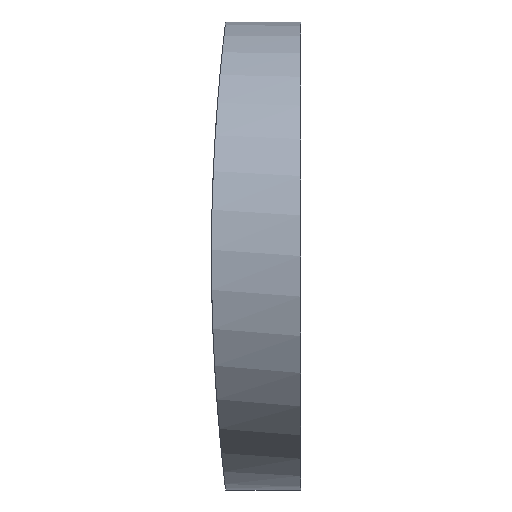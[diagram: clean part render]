
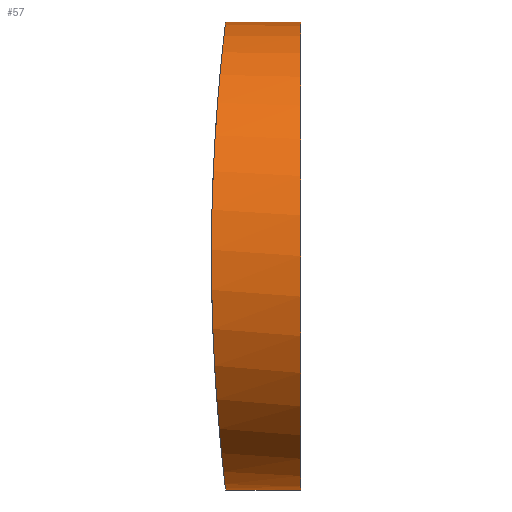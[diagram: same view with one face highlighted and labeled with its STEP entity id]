
A CAD part, front view. The second image highlights one B-rep face of the part: STEP entity #57.
In plain terms, the highlighted cylindrical face has radius 6.25 mm (diameter 12.5 mm), a partial arc.
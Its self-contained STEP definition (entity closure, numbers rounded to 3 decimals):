
#4 = VERTEX_POINT ( 'NONE', #211 ) ;
#9 = CARTESIAN_POINT ( 'NONE',  ( -47.16, 1.544, 4.133 ) ) ;
#13 = AXIS2_PLACEMENT_3D ( 'NONE', #142, #101, #59 ) ;
#14 = CARTESIAN_POINT ( 'NONE',  ( -47.052, 2.943, -5.307 ) ) ;
#15 = CYLINDRICAL_SURFACE ( 'NONE', #13, 6.25 ) ;
#25 = CARTESIAN_POINT ( 'NONE',  ( -47.219, 0.943, 3.307 ) ) ;
#26 = CARTESIAN_POINT ( 'NONE',  ( -44.945, 6.25, 0. ) ) ;
#27 = FACE_OUTER_BOUND ( 'NONE', #193, .T. ) ;
#28 = CARTESIAN_POINT ( 'NONE',  ( -47.26, 0.556, 2.586 ) ) ;
#29 = CARTESIAN_POINT ( 'NONE',  ( -47.02, 3.48, -5.606 ) ) ;
#36 = ORIENTED_EDGE ( 'NONE', *, *, #94, .F. ) ;
#37 = EDGE_CURVE ( 'NONE', #4, #200, #153, .T. ) ;
#40 = CARTESIAN_POINT ( 'NONE',  ( -46.95, 5.431, 6.209 ) ) ;
#41 = EDGE_CURVE ( 'NONE', #177, #200, #127, .T. ) ;
#42 = DIRECTION ( 'NONE',  ( 1., 0., 0. ) ) ;
#43 = DIRECTION ( 'NONE',  ( 1., 0., 0. ) ) ;
#44 = CARTESIAN_POINT ( 'NONE',  ( -47.3, 0.209, -1.616 ) ) ;
#46 = CARTESIAN_POINT ( 'NONE',  ( -46.984, 4.227, -5.928 ) ) ;
#54 = EDGE_CURVE ( 'NONE', #55, #4, #87, .T. ) ;
#55 = VERTEX_POINT ( 'NONE', #163 ) ;
#57 = ADVANCED_FACE ( 'NONE', ( #27 ), #15, .T. ) ;
#58 = CARTESIAN_POINT ( 'NONE',  ( -46.971, 4.634, 6.041 ) ) ;
#59 = DIRECTION ( 'NONE',  ( 0., 0., -1. ) ) ;
#62 = CARTESIAN_POINT ( 'NONE',  ( -47.23, 0.837, 3.13 ) ) ;
#63 = CARTESIAN_POINT ( 'NONE',  ( -47.278, 0.398, -2.204 ) ) ;
#64 = CARTESIAN_POINT ( 'NONE',  ( -46.95, 5.428, -6.209 ) ) ;
#73 = LINE ( 'NONE', #184, #74 ) ;
#74 = VECTOR ( 'NONE', #84, 1000. ) ;
#76 = CARTESIAN_POINT ( 'NONE',  ( -46.992, 4.046, 5.852 ) ) ;
#79 = CARTESIAN_POINT ( 'NONE',  ( -47.32, 0.041, 0.822 ) ) ;
#80 = CARTESIAN_POINT ( 'NONE',  ( -47.231, 0.825, -3.13 ) ) ;
#83 = CARTESIAN_POINT ( 'NONE',  ( -46.945, 6.25, -6.25 ) ) ;
#84 = DIRECTION ( 'NONE',  ( 1., 0., 0. ) ) ;
#87 = B_SPLINE_CURVE_WITH_KNOTS ( 'NONE', 3,
 ( #194, #114, #40, #141, #58, #160, #76, #178, #96, #191, #112, #9, #128, #25, #62, #145, #28, #143, #162, #79, #195, #99, #212, #115, #44, #165, #63, #181, #80, #196, #100, #214, #116, #14, #132, #29, #147, #46, #167, #64, #182, #83 ),
 .UNSPECIFIED., .F., .F.,
 ( 4, 2, 2, 2, 2, 2, 2, 2, 2, 2, 2, 2, 2, 2, 2, 2, 2, 2, 2, 2, 4 ),
 ( 0.01, 0.011, 0.012, 0.012, 0.013, 0.015, 0.016, 0.016, 0.017, 0.018, 0.02, 0.021, 0.021, 0.022, 0.023, 0.024, 0.026, 0.026, 0.027, 0.028, 0.029 ),
 .UNSPECIFIED. ) ;
#94 = EDGE_CURVE ( 'NONE', #55, #177, #73, .T. ) ;
#96 = CARTESIAN_POINT ( 'NONE',  ( -47.04, 3.12, 5.425 ) ) ;
#99 = CARTESIAN_POINT ( 'NONE',  ( -47.325, 0., -0.413 ) ) ;
#100 = CARTESIAN_POINT ( 'NONE',  ( -47.16, 1.541, -4.13 ) ) ;
#101 = DIRECTION ( 'NONE',  ( 1., 0., 0. ) ) ;
#102 = CARTESIAN_POINT ( 'NONE',  ( -44.945, 6.25, -6.25 ) ) ;
#112 = CARTESIAN_POINT ( 'NONE',  ( -47.111, 2.12, 4.709 ) ) ;
#114 = CARTESIAN_POINT ( 'NONE',  ( -46.945, 5.837, 6.25 ) ) ;
#115 = CARTESIAN_POINT ( 'NONE',  ( -47.306, 0.16, -1.418 ) ) ;
#116 = CARTESIAN_POINT ( 'NONE',  ( -47.086, 2.431, -4.964 ) ) ;
#123 = ORIENTED_EDGE ( 'NONE', *, *, #37, .T. ) ;
#127 = CIRCLE ( 'NONE', #156, 6.25 ) ;
#128 = CARTESIAN_POINT ( 'NONE',  ( -47.185, 1.286, 3.819 ) ) ;
#132 = CARTESIAN_POINT ( 'NONE',  ( -47.041, 3.12, -5.414 ) ) ;
#141 = CARTESIAN_POINT ( 'NONE',  ( -46.965, 4.832, 6.09 ) ) ;
#142 = CARTESIAN_POINT ( 'NONE',  ( -57.645, 6.25, 0. ) ) ;
#143 = CARTESIAN_POINT ( 'NONE',  ( -47.287, 0.322, 2.023 ) ) ;
#144 = ORIENTED_EDGE ( 'NONE', *, *, #41, .F. ) ;
#145 = CARTESIAN_POINT ( 'NONE',  ( -47.251, 0.644, 2.77 ) ) ;
#146 = CARTESIAN_POINT ( 'NONE',  ( -44.945, 6.25, 6.25 ) ) ;
#147 = CARTESIAN_POINT ( 'NONE',  ( -47.01, 3.664, -5.694 ) ) ;
#153 = LINE ( 'NONE', #164, #157 ) ;
#156 = AXIS2_PLACEMENT_3D ( 'NONE', #26, #42, #161 ) ;
#157 = VECTOR ( 'NONE', #43, 1000. ) ;
#160 = CARTESIAN_POINT ( 'NONE',  ( -46.984, 4.241, 5.922 ) ) ;
#161 = DIRECTION ( 'NONE',  ( 0., 0., -1. ) ) ;
#162 = CARTESIAN_POINT ( 'NONE',  ( -47.301, 0.202, 1.629 ) ) ;
#163 = CARTESIAN_POINT ( 'NONE',  ( -46.945, 6.25, 6.25 ) ) ;
#164 = CARTESIAN_POINT ( 'NONE',  ( -57.645, 6.25, -6.25 ) ) ;
#165 = CARTESIAN_POINT ( 'NONE',  ( -47.286, 0.328, -2.009 ) ) ;
#167 = CARTESIAN_POINT ( 'NONE',  ( -46.97, 4.621, -6.048 ) ) ;
#177 = VERTEX_POINT ( 'NONE', #146 ) ;
#178 = CARTESIAN_POINT ( 'NONE',  ( -47.019, 3.479, 5.617 ) ) ;
#180 = ORIENTED_EDGE ( 'NONE', *, *, #54, .T. ) ;
#181 = CARTESIAN_POINT ( 'NONE',  ( -47.252, 0.633, -2.771 ) ) ;
#182 = CARTESIAN_POINT ( 'NONE',  ( -46.945, 5.837, -6.25 ) ) ;
#184 = CARTESIAN_POINT ( 'NONE',  ( -57.645, 6.25, 6.25 ) ) ;
#191 = CARTESIAN_POINT ( 'NONE',  ( -47.086, 2.441, 4.972 ) ) ;
#193 = EDGE_LOOP ( 'NONE', ( #36, #180, #123, #144 ) ) ;
#194 = CARTESIAN_POINT ( 'NONE',  ( -46.945, 6.25, 6.25 ) ) ;
#195 = CARTESIAN_POINT ( 'NONE',  ( -47.325, 0., 0.413 ) ) ;
#196 = CARTESIAN_POINT ( 'NONE',  ( -47.185, 1.278, -3.809 ) ) ;
#200 = VERTEX_POINT ( 'NONE', #102 ) ;
#211 = CARTESIAN_POINT ( 'NONE',  ( -46.945, 6.25, -6.25 ) ) ;
#212 = CARTESIAN_POINT ( 'NONE',  ( -47.32, 0.041, -0.819 ) ) ;
#214 = CARTESIAN_POINT ( 'NONE',  ( -47.111, 2.117, -4.706 ) ) ;
